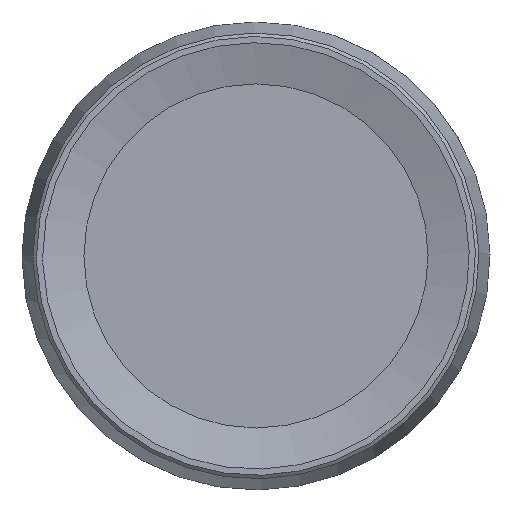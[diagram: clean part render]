
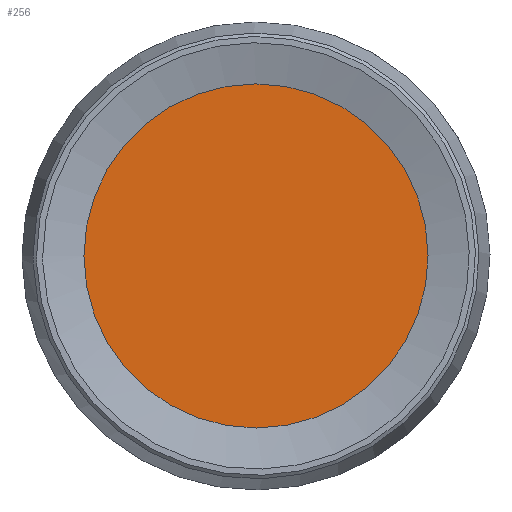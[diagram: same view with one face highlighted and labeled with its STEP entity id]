
A CAD part, top view. The second image highlights one B-rep face of the part: STEP entity #256.
In plain terms, the highlighted planar face has unit normal (0, 0, 1).
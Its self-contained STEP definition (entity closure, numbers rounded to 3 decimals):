
#229=PLANE('',#560);
#231=FACE_OUTER_BOUND('',#379,.T.);
#256=ADVANCED_FACE('',(#231),#229,.F.);
#379=EDGE_LOOP('',(#431));
#431=ORIENTED_EDGE('',*,*,#482,.T.);
#456=VERTEX_POINT('',#680);
#482=EDGE_CURVE('',#456,#456,#508,.T.);
#508=CIRCLE('',#535,40.068);
#535=AXIS2_PLACEMENT_3D('',#679,#575,#576);
#560=AXIS2_PLACEMENT_3D('',#759,#628,#629);
#575=DIRECTION('',(0.,0.,1.));
#576=DIRECTION('',(1.,0.,0.));
#628=DIRECTION('',(0.,0.,-1.));
#629=DIRECTION('',(-1.,0.,0.));
#679=CARTESIAN_POINT('',(0.,0.,-2.5));
#680=CARTESIAN_POINT('',(40.068,0.,-2.5));
#759=CARTESIAN_POINT('',(-40.068,0.,-2.5));
